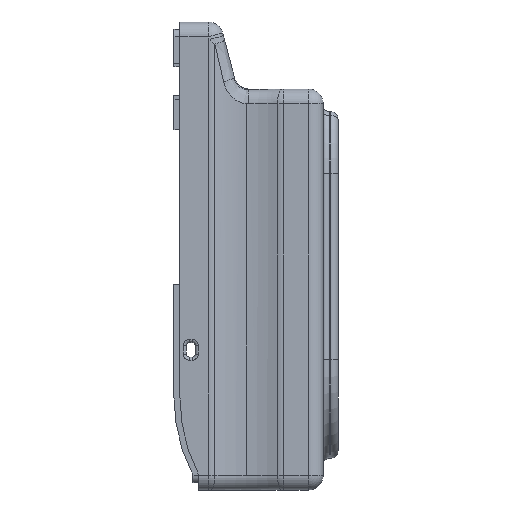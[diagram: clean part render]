
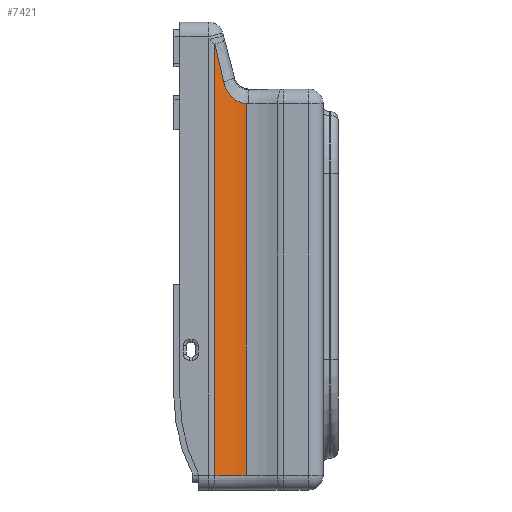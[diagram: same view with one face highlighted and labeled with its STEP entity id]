
A CAD part, left-side view. The second image highlights one B-rep face of the part: STEP entity #7421.
In plain terms, the highlighted cylindrical face has radius 16.591 mm (diameter 33.183 mm), a partial arc.
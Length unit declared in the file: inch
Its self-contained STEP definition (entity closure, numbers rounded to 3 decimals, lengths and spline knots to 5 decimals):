
#66 = CARTESIAN_POINT ( 'NONE',  ( -0.81, -0.28, -0.026 ) ) ;
#163 = CARTESIAN_POINT ( 'NONE',  ( -1.4632, -0.28, -0.026 ) ) ;
#1025 = ORIENTED_EDGE ( 'NONE', *, *, #17924, .T. ) ;
#1297 = CARTESIAN_POINT ( 'NONE',  ( -0.83818, -0.08915, 2.7844 ) ) ;
#1643 = EDGE_CURVE ( 'NONE', #21653, #7266, #18770, .T. ) ;
#3082 = CARTESIAN_POINT ( 'NONE',  ( -0.82795, -0.12794, 2.61476 ) ) ;
#3443 = EDGE_CURVE ( 'NONE', #10978, #21653, #4864, .T. ) ;
#3619 = DIRECTION ( 'NONE',  ( 0., 0., 1. ) ) ;
#4299 = AXIS2_PLACEMENT_3D ( 'NONE', #163, #13112, #21783 ) ;
#4864 = LINE ( 'NONE', #22297, #18704 ) ;
#4998 = FACE_OUTER_BOUND ( 'NONE', #16415, .T. ) ;
#5003 = ORIENTED_EDGE ( 'NONE', *, *, #1643, .T. ) ;
#5199 = VERTEX_POINT ( 'NONE', #18570 ) ;
#6377 = CARTESIAN_POINT ( 'NONE',  ( -0.84462, -0.07016, -0.026 ) ) ;
#6439 = CARTESIAN_POINT ( 'NONE',  ( -0.84462, -0.07016, 2.86749 ) ) ;
#6741 = LINE ( 'NONE', #14690, #7888 ) ;
#6939 = VERTEX_POINT ( 'NONE', #6377 ) ;
#7266 = VERTEX_POINT ( 'NONE', #14839 ) ;
#7421 = ADVANCED_FACE ( 'NONE', ( #4998 ), #12497, .F. ) ;
#7888 = VECTOR ( 'NONE', #8942, 39.37008 ) ;
#8110 = CARTESIAN_POINT ( 'NONE',  ( -0.8102, -0.26133, 2.4694 ) ) ;
#8739 = EDGE_CURVE ( 'NONE', #6939, #10978, #11922, .T. ) ;
#8942 = DIRECTION ( 'NONE',  ( 0., 0., 1. ) ) ;
#9285 = CARTESIAN_POINT ( 'NONE',  ( -0.81377, -0.20947, 2.49188 ) ) ;
#9877 = CARTESIAN_POINT ( 'NONE',  ( -0.82267, -0.15191, 2.55341 ) ) ;
#10587 = DIRECTION ( 'NONE',  ( 1., 0., 0. ) ) ;
#10978 = VERTEX_POINT ( 'NONE', #66 ) ;
#11184 = ORIENTED_EDGE ( 'NONE', *, *, #19246, .F. ) ;
#11310 = CARTESIAN_POINT ( 'NONE',  ( -0.81966, -0.16794, 2.53006 ) ) ;
#11358 =( BOUNDED_CURVE ( )  B_SPLINE_CURVE ( 3, ( #3082, #12354, #1297, #6439 ),
 .UNSPECIFIED., .F., .T. ) 
 B_SPLINE_CURVE_WITH_KNOTS ( ( 4, 4 ),
 ( 4.94734, 5.03944 ),
 .UNSPECIFIED. ) 
 CURVE ( )  GEOMETRIC_REPRESENTATION_ITEM ( )  RATIONAL_B_SPLINE_CURVE ( ( 1., 0.999, 0.999, 1. ) ) 
 REPRESENTATION_ITEM ( '' )  );
#11695 = CARTESIAN_POINT ( 'NONE',  ( -0.82693, -0.13219, 2.59617 ) ) ;
#11922 = CIRCLE ( 'NONE', #4299, 0.6532 ) ;
#12307 = CARTESIAN_POINT ( 'NONE',  ( -0.82541, -0.13867, 2.57849 ) ) ;
#12354 = CARTESIAN_POINT ( 'NONE',  ( -0.83262, -0.10843, 2.7001 ) ) ;
#12409 = CARTESIAN_POINT ( 'NONE',  ( -0.81098, -0.24312, 2.47484 ) ) ;
#12497 = CYLINDRICAL_SURFACE ( 'NONE', #17891, 0.6532 ) ;
#13112 = DIRECTION ( 'NONE',  ( 0., 0., -1. ) ) ;
#14282 = CARTESIAN_POINT ( 'NONE',  ( -0.81155, -0.23421, 2.47842 ) ) ;
#14537 = CARTESIAN_POINT ( 'NONE',  ( -0.81863, -0.17396, 2.52288 ) ) ;
#14690 = CARTESIAN_POINT ( 'NONE',  ( -0.84462, -0.07016, -0.126 ) ) ;
#14839 = CARTESIAN_POINT ( 'NONE',  ( -0.82795, -0.12794, 2.61476 ) ) ;
#15905 = CARTESIAN_POINT ( 'NONE',  ( -0.81295, -0.21743, 2.48693 ) ) ;
#16415 = EDGE_LOOP ( 'NONE', ( #17597, #17717, #5003, #1025, #11184 ) ) ;
#16766 = CARTESIAN_POINT ( 'NONE',  ( -0.82795, -0.12794, 2.61476 ) ) ;
#17273 = CARTESIAN_POINT ( 'NONE',  ( -0.82167, -0.15693, 2.5453 ) ) ;
#17344 = CARTESIAN_POINT ( 'NONE',  ( -0.81, -0.28, 2.46656 ) ) ;
#17597 = ORIENTED_EDGE ( 'NONE', *, *, #8739, .T. ) ;
#17717 = ORIENTED_EDGE ( 'NONE', *, *, #3443, .T. ) ;
#17891 = AXIS2_PLACEMENT_3D ( 'NONE', #22366, #19689, #10587 ) ;
#17924 = EDGE_CURVE ( 'NONE', #7266, #5199, #11358, .T. ) ;
#18072 = CARTESIAN_POINT ( 'NONE',  ( -0.81, -0.28, 2.46656 ) ) ;
#18570 = CARTESIAN_POINT ( 'NONE',  ( -0.84462, -0.07016, 2.86749 ) ) ;
#18704 = VECTOR ( 'NONE', #3619, 39.37008 ) ;
#18770 = B_SPLINE_CURVE_WITH_KNOTS ( 'NONE', 3,
 ( #17344, #19193, #8110, #12409, #14282, #15905, #9285, #22188, #20515, #14537, #11310, #17273, #9877, #12307, #11695, #16766 ),
 .UNSPECIFIED., .F., .F.,
 ( 4, 2, 2, 2, 2, 2, 2, 4 ),
 ( 0.0004, 0.00111, 0.00183, 0.00255, 0.00327, 0.00399, 0.00471, 0.00615 ),
 .UNSPECIFIED. ) ;
#19193 = CARTESIAN_POINT ( 'NONE',  ( -0.81, -0.27059, 2.46755 ) ) ;
#19246 = EDGE_CURVE ( 'NONE', #6939, #5199, #6741, .T. ) ;
#19689 = DIRECTION ( 'NONE',  ( 0., 0., 1. ) ) ;
#20515 = CARTESIAN_POINT ( 'NONE',  ( -0.8166, -0.18712, 2.50942 ) ) ;
#21653 = VERTEX_POINT ( 'NONE', #18072 ) ;
#21783 = DIRECTION ( 'NONE',  ( 0., 1., 0. ) ) ;
#22188 = CARTESIAN_POINT ( 'NONE',  ( -0.8156, -0.19432, 2.5031 ) ) ;
#22297 = CARTESIAN_POINT ( 'NONE',  ( -0.81, -0.28, -0.126 ) ) ;
#22366 = CARTESIAN_POINT ( 'NONE',  ( -1.4632, -0.28, -0.126 ) ) ;
